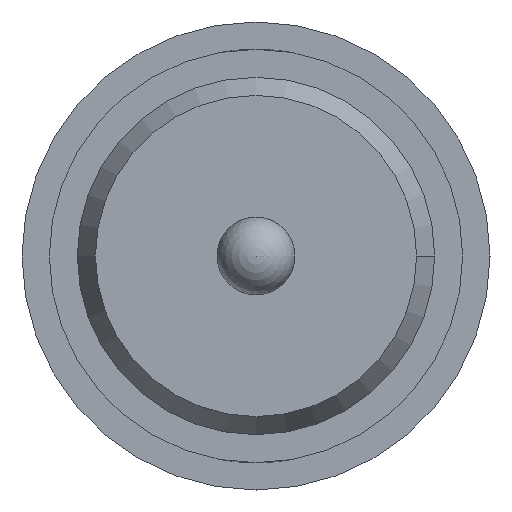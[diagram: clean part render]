
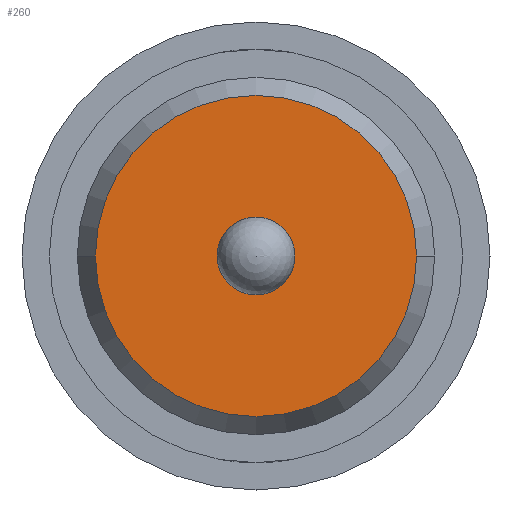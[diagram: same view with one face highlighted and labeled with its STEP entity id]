
A CAD part, front view. The second image highlights one B-rep face of the part: STEP entity #260.
In plain terms, the highlighted planar face has unit normal (0, -1, 0).
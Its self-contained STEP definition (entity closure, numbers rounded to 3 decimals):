
#40 = AXIS2_PLACEMENT_3D ( 'NONE', #3776, #2445, #2750 ) ;
#153 = VERTEX_POINT ( 'NONE', #2850 ) ;
#165 = DIRECTION ( 'NONE',  ( 0., -1., 0. ) ) ;
#185 = CIRCLE ( 'NONE', #3381, 0.25 ) ;
#260 = ADVANCED_FACE ( 'Defeature ausgef�hrt1_17', ( #995, #1984 ), #1223, .T. ) ;
#371 = AXIS2_PLACEMENT_3D ( 'NONE', #532, #165, #3263 ) ;
#437 = DIRECTION ( 'NONE',  ( 0., 1., 0. ) ) ;
#453 = ORIENTED_EDGE ( 'NONE', *, *, #1298, .T. ) ;
#485 = DIRECTION ( 'NONE',  ( 1., 0., 0. ) ) ;
#504 = CIRCLE ( 'NONE', #40, 1.03 ) ;
#532 = CARTESIAN_POINT ( 'NONE',  ( -1.145, -28.6, 0. ) ) ;
#615 = EDGE_CURVE ( 'Defeature ausgef�hrt1_17+Defeature ausgef�hrt1_14+Defeature ausgef�hrt1_14+Defeature ausgef�hrt1_14', #2975, #153, #185, .T. ) ;
#686 = CARTESIAN_POINT ( 'NONE',  ( 0., -28.6, 0. ) ) ;
#902 = CARTESIAN_POINT ( 'NONE',  ( 1.03, -28.6, 0. ) ) ;
#995 = FACE_BOUND ( 'NONE', #2355, .T. ) ;
#1030 = DIRECTION ( 'NONE',  ( 0., 1., 0. ) ) ;
#1086 = CARTESIAN_POINT ( 'NONE',  ( 0., -28.6, 0. ) ) ;
#1223 = PLANE ( 'NONE',  #371 ) ;
#1298 = EDGE_CURVE ( 'Defeature ausgef�hrt1_17+Defeature ausgef�hrt1_16+Defeature ausgef�hrt1_16+Defeature ausgef�hrt1_16', #2639, #4121, #504, .T. ) ;
#1318 = AXIS2_PLACEMENT_3D ( 'NONE', #3163, #2151, #485 ) ;
#1440 = ORIENTED_EDGE ( 'NONE', *, *, #615, .T. ) ;
#1782 = DIRECTION ( 'NONE',  ( 0., 0., -1. ) ) ;
#1825 = EDGE_CURVE ( 'Defeature ausgef�hrt1_17+Defeature ausgef�hrt1_14+Defeature ausgef�hrt1_14+Defeature ausgef�hrt1_14', #153, #2975, #2261, .T. ) ;
#1984 = FACE_OUTER_BOUND ( 'NONE', #2600, .T. ) ;
#2151 = DIRECTION ( 'NONE',  ( 0., -1., 0. ) ) ;
#2261 = CIRCLE ( 'NONE', #2353, 0.25 ) ;
#2336 = ORIENTED_EDGE ( 'NONE', *, *, #3268, .T. ) ;
#2341 = CARTESIAN_POINT ( 'NONE',  ( 0., -28.6, 0.25 ) ) ;
#2353 = AXIS2_PLACEMENT_3D ( 'NONE', #686, #1030, #1782 ) ;
#2355 = EDGE_LOOP ( 'NONE', ( #1440, #2905 ) ) ;
#2445 = DIRECTION ( 'NONE',  ( 0., -1., 0. ) ) ;
#2600 = EDGE_LOOP ( 'NONE', ( #453, #2336 ) ) ;
#2639 = VERTEX_POINT ( 'NONE', #2828 ) ;
#2750 = DIRECTION ( 'NONE',  ( 1., 0., 0. ) ) ;
#2805 = DIRECTION ( 'NONE',  ( 0., 0., -1. ) ) ;
#2828 = CARTESIAN_POINT ( 'NONE',  ( -1.03, -28.6, 0. ) ) ;
#2850 = CARTESIAN_POINT ( 'NONE',  ( 0., -28.6, -0.25 ) ) ;
#2905 = ORIENTED_EDGE ( 'NONE', *, *, #1825, .T. ) ;
#2975 = VERTEX_POINT ( 'NONE', #2341 ) ;
#3163 = CARTESIAN_POINT ( 'NONE',  ( 0., -28.6, 0. ) ) ;
#3263 = DIRECTION ( 'NONE',  ( 1., 0., 0. ) ) ;
#3268 = EDGE_CURVE ( 'Defeature ausgef�hrt1_17+Defeature ausgef�hrt1_16+Defeature ausgef�hrt1_16+Defeature ausgef�hrt1_16', #4121, #2639, #3591, .T. ) ;
#3381 = AXIS2_PLACEMENT_3D ( 'NONE', #1086, #437, #2805 ) ;
#3591 = CIRCLE ( 'NONE', #1318, 1.03 ) ;
#3776 = CARTESIAN_POINT ( 'NONE',  ( 0., -28.6, 0. ) ) ;
#4121 = VERTEX_POINT ( 'NONE', #902 ) ;
